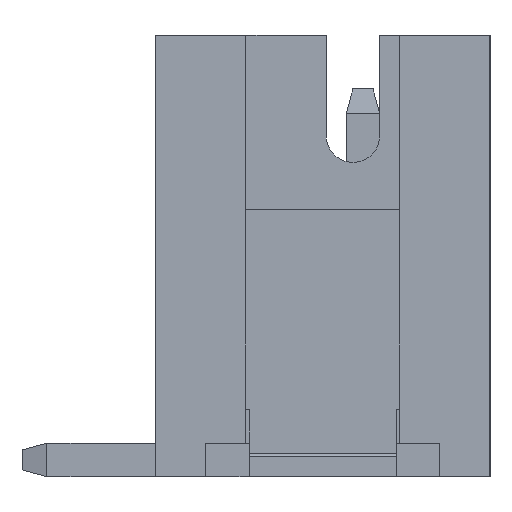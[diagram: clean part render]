
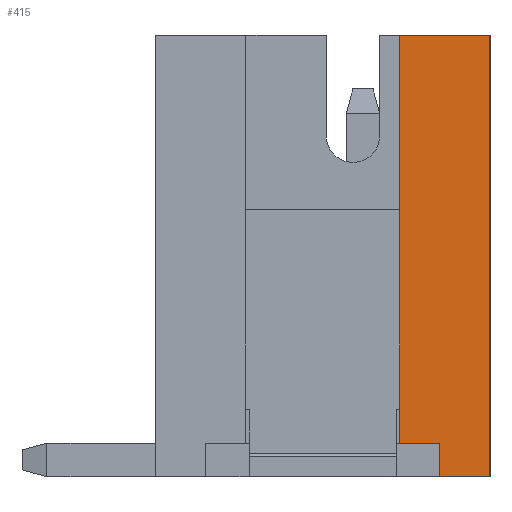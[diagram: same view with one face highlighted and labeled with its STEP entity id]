
A CAD part, left-side view. The second image highlights one B-rep face of the part: STEP entity #415.
In plain terms, the highlighted planar face has unit normal (-1, 0, 0).
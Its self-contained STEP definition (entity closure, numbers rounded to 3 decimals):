
#415=ADVANCED_FACE('',(#3817),#3819,.T.);
#3817=FACE_BOUND('',#3818,.T.);
#3818=EDGE_LOOP('',(#6529,#6530,#6531,#6532,#6533,#6534));
#3819=PLANE('',#3820);
#3820=AXIS2_PLACEMENT_3D('',#3821,#3822,#3823);
#3821=CARTESIAN_POINT('',(-2.975,0.,0.));
#3822=DIRECTION('',(-1.,-0.,0.));
#3823=DIRECTION('',(0.,-1.,0.));
#6529=ORIENTED_EDGE('',*,*,#8372,.T.);
#6530=ORIENTED_EDGE('',*,*,#8373,.T.);
#6531=ORIENTED_EDGE('',*,*,#8374,.T.);
#6532=ORIENTED_EDGE('',*,*,#8277,.T.);
#6533=ORIENTED_EDGE('',*,*,#8371,.T.);
#6534=ORIENTED_EDGE('',*,*,#8375,.T.);
#8277=EDGE_CURVE('',#9302,#9300,#9303,.T.);
#8371=EDGE_CURVE('',#9300,#9479,#9481,.T.);
#8372=EDGE_CURVE('',#9482,#9483,#9484,.F.);
#8373=EDGE_CURVE('',#9483,#9485,#9486,.F.);
#8374=EDGE_CURVE('',#9485,#9302,#9487,.T.);
#8375=EDGE_CURVE('',#9479,#9482,#9488,.T.);
#9300=VERTEX_POINT('',#11042);
#9302=VERTEX_POINT('',#11046);
#9303=LINE('',#11047,#11048);
#9479=VERTEX_POINT('',#11409);
#9481=LINE('',#11413,#11414);
#9482=VERTEX_POINT('',#11416);
#9483=VERTEX_POINT('',#11417);
#9484=LINE('',#11418,#11419);
#9485=VERTEX_POINT('',#11421);
#9486=LINE('',#11422,#11423);
#9487=LINE('',#11425,#11426);
#9488=LINE('',#11428,#11429);
#11042=CARTESIAN_POINT('',(-2.975,-1.9,6.6));
#11046=CARTESIAN_POINT('',(-2.975,-1.9,0.));
#11047=CARTESIAN_POINT('',(-2.975,-1.9,0.));
#11048=VECTOR('',#11049,1.);
#11049=DIRECTION('',(0.,0.,1.));
#11409=CARTESIAN_POINT('',(-2.975,-0.55,6.6));
#11413=CARTESIAN_POINT('',(-2.975,-1.9,6.6));
#11414=VECTOR('',#11415,1.);
#11415=DIRECTION('',(0.,1.,0.));
#11416=CARTESIAN_POINT('',(-2.975,-0.55,0.5));
#11417=CARTESIAN_POINT('',(-2.975,-1.15,0.5));
#11418=CARTESIAN_POINT('',(-2.975,-1.15,0.5));
#11419=VECTOR('',#11420,1.);
#11420=DIRECTION('',(0.,1.,0.));
#11421=CARTESIAN_POINT('',(-2.975,-1.15,0.));
#11422=CARTESIAN_POINT('',(-2.975,-1.15,0.));
#11423=VECTOR('',#11424,1.);
#11424=DIRECTION('',(0.,0.,1.));
#11425=CARTESIAN_POINT('',(-2.975,-1.15,0.));
#11426=VECTOR('',#11427,1.);
#11427=DIRECTION('',(0.,-1.,0.));
#11428=CARTESIAN_POINT('',(-2.975,-0.55,6.6));
#11429=VECTOR('',#11430,1.);
#11430=DIRECTION('',(0.,0.,-1.));
